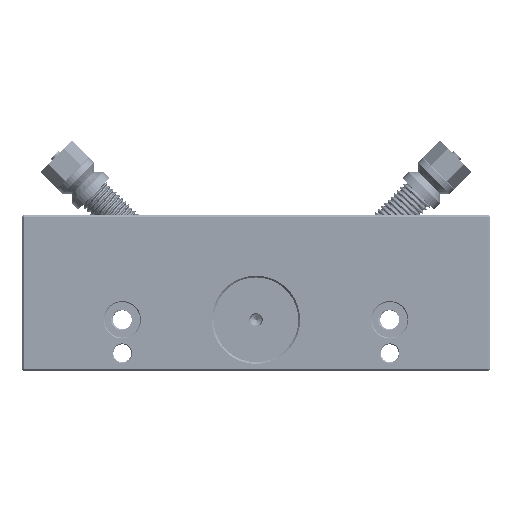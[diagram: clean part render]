
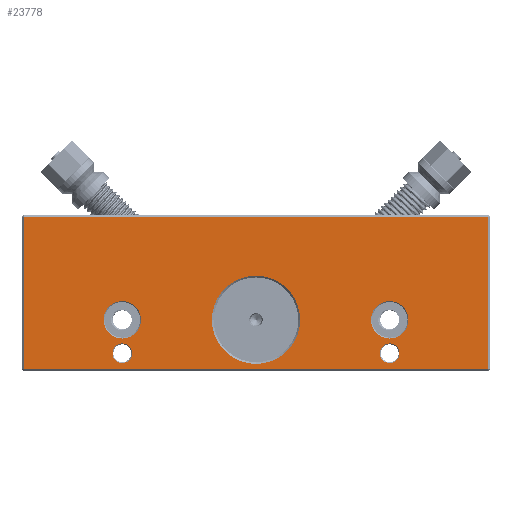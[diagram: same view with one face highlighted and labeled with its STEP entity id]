
A CAD part, front view. The second image highlights one B-rep face of the part: STEP entity #23778.
In plain terms, the highlighted planar face has unit normal (0, -1, 0).
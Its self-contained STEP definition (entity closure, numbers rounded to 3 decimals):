
#187=FACE_BOUND('',#2589,.T.);
#188=FACE_BOUND('',#2590,.T.);
#189=FACE_BOUND('',#2591,.T.);
#190=FACE_BOUND('',#2592,.T.);
#191=FACE_BOUND('',#2593,.T.);
#606=PLANE('',#25335);
#1205=FACE_OUTER_BOUND('',#2588,.T.);
#2588=EDGE_LOOP('',(#16461,#16462,#16463,#16464));
#2589=EDGE_LOOP('',(#16465));
#2590=EDGE_LOOP('',(#16466));
#2591=EDGE_LOOP('',(#16467));
#2592=EDGE_LOOP('',(#16468));
#2593=EDGE_LOOP('',(#16469));
#3716=CIRCLE('',#25336,9.9);
#3717=CIRCLE('',#25337,4.2);
#3718=CIRCLE('',#25338,2.2);
#3719=CIRCLE('',#25339,2.2);
#3720=CIRCLE('',#25340,4.2);
#6849=LINE('',#44893,#7792);
#6859=LINE('',#44913,#7802);
#6867=LINE('',#44927,#7810);
#6869=LINE('',#44930,#7812);
#7792=VECTOR('',#27640,10.);
#7802=VECTOR('',#27658,10.);
#7810=VECTOR('',#27672,10.);
#7812=VECTOR('',#27676,10.);
#9286=VERTEX_POINT('',#44866);
#9293=VERTEX_POINT('',#44884);
#9298=VERTEX_POINT('',#44906);
#9303=VERTEX_POINT('',#44922);
#9310=VERTEX_POINT('',#44958);
#9311=VERTEX_POINT('',#44960);
#9312=VERTEX_POINT('',#44962);
#9313=VERTEX_POINT('',#44964);
#9314=VERTEX_POINT('',#44966);
#12136=EDGE_CURVE('',#9286,#9293,#6849,.T.);
#12146=EDGE_CURVE('',#9298,#9286,#6859,.T.);
#12154=EDGE_CURVE('',#9293,#9303,#6867,.T.);
#12156=EDGE_CURVE('',#9303,#9298,#6869,.T.);
#12171=EDGE_CURVE('',#9310,#9310,#3716,.T.);
#12172=EDGE_CURVE('',#9311,#9311,#3717,.T.);
#12173=EDGE_CURVE('',#9312,#9312,#3718,.T.);
#12174=EDGE_CURVE('',#9313,#9313,#3719,.T.);
#12175=EDGE_CURVE('',#9314,#9314,#3720,.T.);
#16461=ORIENTED_EDGE('',*,*,#12136,.F.);
#16462=ORIENTED_EDGE('',*,*,#12146,.F.);
#16463=ORIENTED_EDGE('',*,*,#12156,.F.);
#16464=ORIENTED_EDGE('',*,*,#12154,.F.);
#16465=ORIENTED_EDGE('',*,*,#12171,.F.);
#16466=ORIENTED_EDGE('',*,*,#12172,.F.);
#16467=ORIENTED_EDGE('',*,*,#12173,.F.);
#16468=ORIENTED_EDGE('',*,*,#12174,.F.);
#16469=ORIENTED_EDGE('',*,*,#12175,.F.);
#23778=ADVANCED_FACE('',(#1205,#187,#188,#189,#190,#191),#606,.T.);
#25335=AXIS2_PLACEMENT_3D('',#44957,#27709,#27710);
#25336=AXIS2_PLACEMENT_3D('',#44959,#27711,#27712);
#25337=AXIS2_PLACEMENT_3D('',#44961,#27713,#27714);
#25338=AXIS2_PLACEMENT_3D('',#44963,#27715,#27716);
#25339=AXIS2_PLACEMENT_3D('',#44965,#27717,#27718);
#25340=AXIS2_PLACEMENT_3D('',#44967,#27719,#27720);
#27640=DIRECTION('',(-1.,0.,0.));
#27658=DIRECTION('',(0.,0.,-1.));
#27672=DIRECTION('',(0.,0.,1.));
#27676=DIRECTION('',(1.,0.,0.));
#27709=DIRECTION('center_axis',(0.,-1.,0.));
#27710=DIRECTION('ref_axis',(1.,0.,0.));
#27711=DIRECTION('center_axis',(0.,-1.,0.));
#27712=DIRECTION('ref_axis',(-1.,0.,0.));
#27713=DIRECTION('center_axis',(0.,-1.,0.));
#27714=DIRECTION('ref_axis',(0.,0.,1.));
#27715=DIRECTION('center_axis',(0.,-1.,0.));
#27716=DIRECTION('ref_axis',(0.,0.,1.));
#27717=DIRECTION('center_axis',(0.,-1.,0.));
#27718=DIRECTION('ref_axis',(0.,0.,1.));
#27719=DIRECTION('center_axis',(0.,-1.,0.));
#27720=DIRECTION('ref_axis',(0.,0.,1.));
#44866=CARTESIAN_POINT('',(104.6,0.,0.4));
#44884=CARTESIAN_POINT('',(0.4,0.,0.4));
#44893=CARTESIAN_POINT('',(26.25,0.,0.4));
#44906=CARTESIAN_POINT('',(104.6,0.,34.6));
#44913=CARTESIAN_POINT('',(104.6,0.,0.));
#44922=CARTESIAN_POINT('',(0.4,0.,34.6));
#44927=CARTESIAN_POINT('',(0.4,0.,0.));
#44930=CARTESIAN_POINT('',(26.25,0.,34.6));
#44957=CARTESIAN_POINT('Origin',(0.,0.,0.));
#44958=CARTESIAN_POINT('',(62.4,0.,11.5));
#44959=CARTESIAN_POINT('Origin',(52.5,0.,11.5));
#44960=CARTESIAN_POINT('',(82.5,0.,7.3));
#44961=CARTESIAN_POINT('Origin',(82.5,0.,11.5));
#44962=CARTESIAN_POINT('',(22.5,0.,1.8));
#44963=CARTESIAN_POINT('Origin',(22.5,0.,4.));
#44964=CARTESIAN_POINT('',(82.5,0.,1.8));
#44965=CARTESIAN_POINT('Origin',(82.5,0.,4.));
#44966=CARTESIAN_POINT('',(22.5,0.,7.3));
#44967=CARTESIAN_POINT('Origin',(22.5,0.,11.5));
